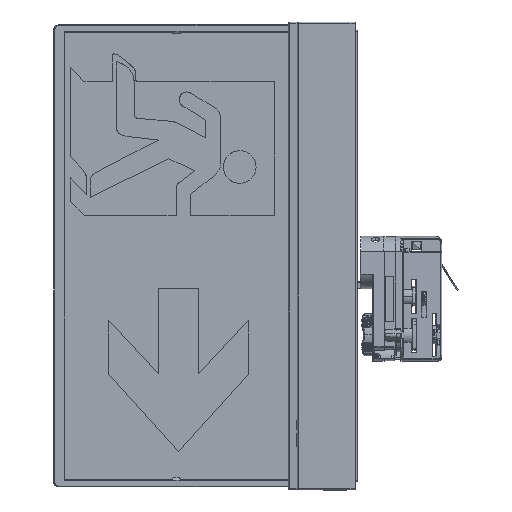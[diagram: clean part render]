
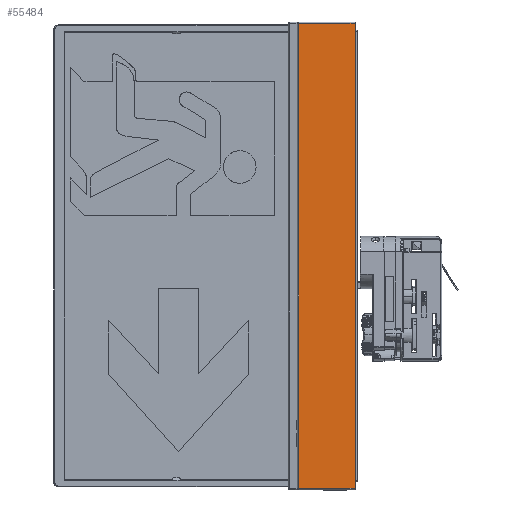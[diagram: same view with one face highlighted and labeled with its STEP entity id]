
A CAD part, front view. The second image highlights one B-rep face of the part: STEP entity #55484.
In plain terms, the highlighted planar face has unit normal (0, -1, 0).
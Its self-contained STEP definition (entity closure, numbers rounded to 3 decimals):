
#7106=DIRECTION('',(1.,0.,0.));
#7107=VECTOR('',#7106,38.);
#7108=CARTESIAN_POINT('',(-1.,-26.,-156.5));
#7109=LINE('',#7108,#7107);
#7125=DIRECTION('',(0.,0.,-1.));
#7126=VECTOR('',#7125,313.);
#7127=CARTESIAN_POINT('',(-1.,-26.,156.5));
#7128=LINE('',#7127,#7126);
#10647=DIRECTION('',(1.,0.,0.));
#10648=VECTOR('',#10647,38.);
#10649=CARTESIAN_POINT('',(-1.,-26.,156.5));
#10650=LINE('',#10649,#10648);
#10651=DIRECTION('',(0.,0.,-1.));
#10652=VECTOR('',#10651,313.);
#10653=CARTESIAN_POINT('',(37.,-26.,156.5));
#10654=LINE('',#10653,#10652);
#36451=CARTESIAN_POINT('',(37.,-26.,156.5));
#36453=VERTEX_POINT('',#36451);
#36469=CARTESIAN_POINT('',(37.,-26.,-156.5));
#36470=VERTEX_POINT('',#36469);
#36473=CARTESIAN_POINT('',(-1.,-26.,156.5));
#36474=VERTEX_POINT('',#36473);
#36475=CARTESIAN_POINT('',(-1.,-26.,-156.5));
#36476=VERTEX_POINT('',#36475);
#55473=CARTESIAN_POINT('',(18.,-26.,0.));
#55474=DIRECTION('',(0.,1.,0.));
#55475=DIRECTION('',(0.,0.,1.));
#55476=AXIS2_PLACEMENT_3D('',#55473,#55474,#55475);
#55477=PLANE('',#55476);
#55478=ORIENTED_EDGE('',*,*,#49982,.F.);
#55479=ORIENTED_EDGE('',*,*,#49668,.T.);
#55480=ORIENTED_EDGE('',*,*,#49704,.T.);
#55481=ORIENTED_EDGE('',*,*,#49956,.F.);
#55482=EDGE_LOOP('',(#55478,#55479,#55480,#55481));
#55483=FACE_OUTER_BOUND('',#55482,.F.);
#55484=ADVANCED_FACE('',(#55483),#55477,.F.);
#49668=EDGE_CURVE('',#36474,#36453,#10650,.T.);
#49704=EDGE_CURVE('',#36453,#36470,#10654,.T.);
#49956=EDGE_CURVE('',#36476,#36470,#7109,.T.);
#49982=EDGE_CURVE('',#36474,#36476,#7128,.T.);
